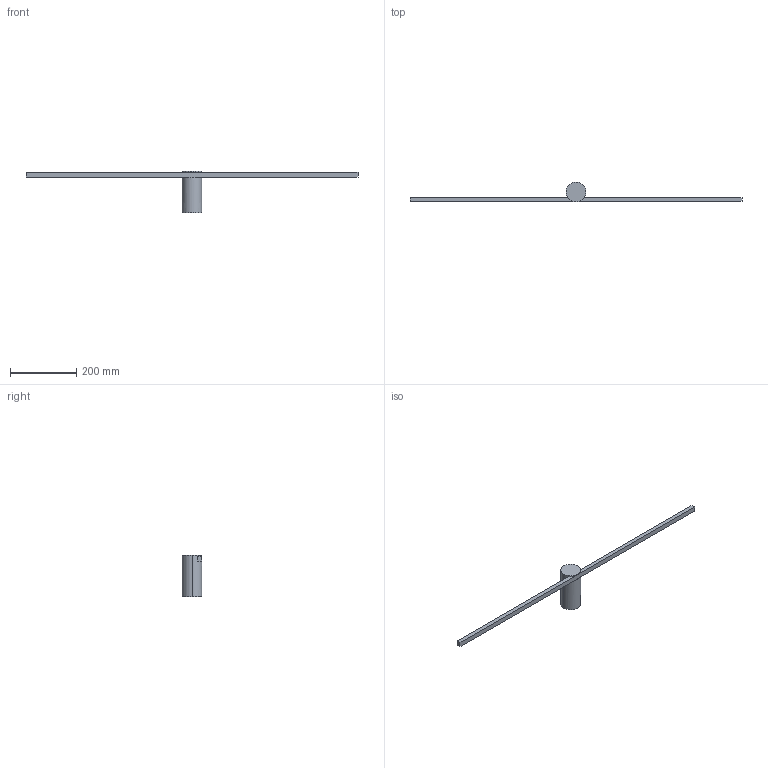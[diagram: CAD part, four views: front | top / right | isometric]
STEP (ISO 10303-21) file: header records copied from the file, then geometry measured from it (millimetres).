
FILE_DESCRIPTION (( 'STEP AP203' ), '1' );
FILE_NAME ('SLIGHT 3D MODEL.STEP', '2016-10-04T14:50:56', ( 'Utente' ), ( '' ), 'SwSTEP 2.0', 'SolidWorks 2016', '' );
FILE_SCHEMA (( 'CONFIG_CONTROL_DESIGN' ));
Length unit declared in the file: millimetre
Products named in the file (1): SLIGHT 3D MODEL
Bounding box: 1000 x 60 x 125 mm (x, y, z)
Volume: 522877.6 mm3; surface area: 80611.7 mm2
Topology: 1 solids, 1 shells, 15 faces, 32 edges, 20 vertices
Faces by surface type: plane 13, cylinder 2
Entity records: 481 total; most frequent: DIRECTION 74, CARTESIAN_POINT 68, ORIENTED_EDGE 64, EDGE_CURVE 32, AXIS2_PLACEMENT_3D 26, LINE 22, VECTOR 22, VERTEX_POINT 20
